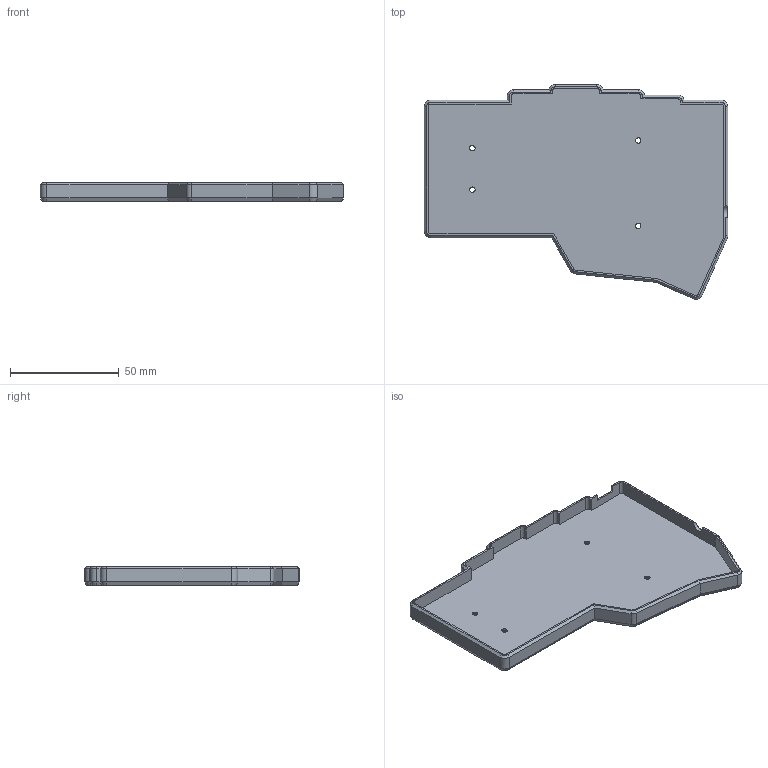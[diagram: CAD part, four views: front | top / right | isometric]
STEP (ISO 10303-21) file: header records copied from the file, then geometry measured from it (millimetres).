
FILE_DESCRIPTION(/* description */ (''),/* implementation_level */ '2;1');
FILE_NAME(/* name */ 'Corne V4 PME 3x6 Choc Left Enclosed Case Wired',/* time_stamp */ '2025-08-21T18:57:04+12:00',/* author */ (''),/* organization */ (''),/* preprocessor_version */ 'ST-DEVELOPER v16.5',/* originating_system */ 'Rhino 7.38',/* authorisation */ '');
FILE_SCHEMA (('AUTOMOTIVE_DESIGN_CC2'));
Length unit declared in the file: millimetre
Products named in the file (1): Document
Bounding box: 139.35 x 98.62 x 8.7 mm (x, y, z)
Volume: 27669.9 mm3; surface area: 27400.5 mm2
Topology: 1 solids, 1 shells, 137 faces, 333 edges, 202 vertices
Faces by surface type: plane 84, cylinder 31, bspline 22
Full cylindrical faces by diameter (mm): 2.5 x4, 4.8 x4
Entity records: 3677 total; most frequent: CARTESIAN_POINT 1437, ORIENTED_EDGE 666, EDGE_CURVE 333, B_SPLINE_CURVE_WITH_KNOTS 225, VERTEX_POINT 202, EDGE_LOOP 149, ADVANCED_FACE 137, FACE_OUTER_BOUND 137
